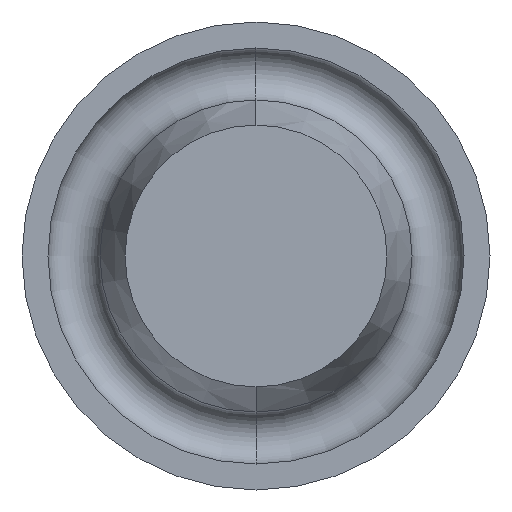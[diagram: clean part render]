
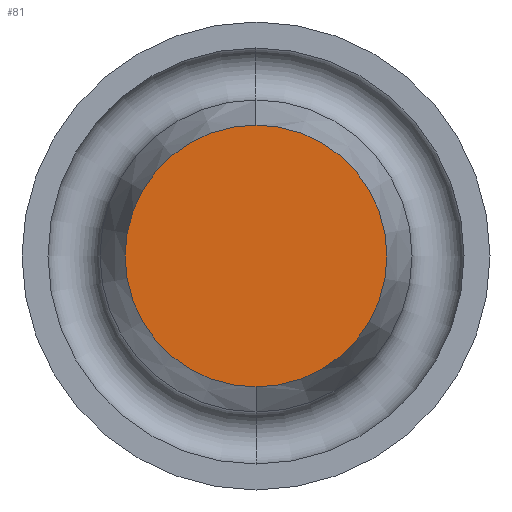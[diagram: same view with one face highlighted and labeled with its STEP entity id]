
A CAD part, front view. The second image highlights one B-rep face of the part: STEP entity #81.
In plain terms, the highlighted planar face has unit normal (0, -1, 0).
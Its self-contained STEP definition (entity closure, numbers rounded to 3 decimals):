
#81 = ADVANCED_FACE( '', ( #104 ), #105, .T. );
#104 = FACE_OUTER_BOUND( '', #138, .T. );
#105 = PLANE( '', #139 );
#138 = EDGE_LOOP( '', ( #202, #203 ) );
#139 = AXIS2_PLACEMENT_3D( '', #204, #205, #206 );
#202 = ORIENTED_EDGE( '', *, *, #287, .F. );
#203 = ORIENTED_EDGE( '', *, *, #289, .F. );
#204 = CARTESIAN_POINT( '', ( 0., -6., -0.839 ) );
#205 = DIRECTION( '', ( 0., -1., 0. ) );
#206 = DIRECTION( '', ( 0., 0., 1. ) );
#287 = EDGE_CURVE( '', #332, #334, #335, .T. );
#289 = EDGE_CURVE( '', #334, #332, #337, .T. );
#332 = VERTEX_POINT( '', #388 );
#334 = VERTEX_POINT( '', #391 );
#335 = CIRCLE( '', #392, 1.678 );
#337 = CIRCLE( '', #395, 1.678 );
#388 = CARTESIAN_POINT( '', ( 0., -6., -1.678 ) );
#391 = CARTESIAN_POINT( '', ( 0., -6., 1.678 ) );
#392 = AXIS2_PLACEMENT_3D( '', #443, #444, #445 );
#395 = AXIS2_PLACEMENT_3D( '', #447, #448, #449 );
#443 = CARTESIAN_POINT( '', ( 0., -6., 0. ) );
#444 = DIRECTION( '', ( 0., 1., 0. ) );
#445 = DIRECTION( '', ( 0., 0., -1. ) );
#447 = CARTESIAN_POINT( '', ( 0., -6., 0. ) );
#448 = DIRECTION( '', ( 0., 1., 0. ) );
#449 = DIRECTION( '', ( 0., 0., -1. ) );
